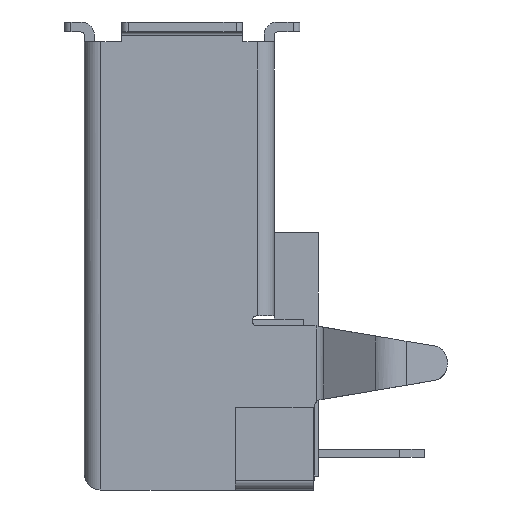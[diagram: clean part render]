
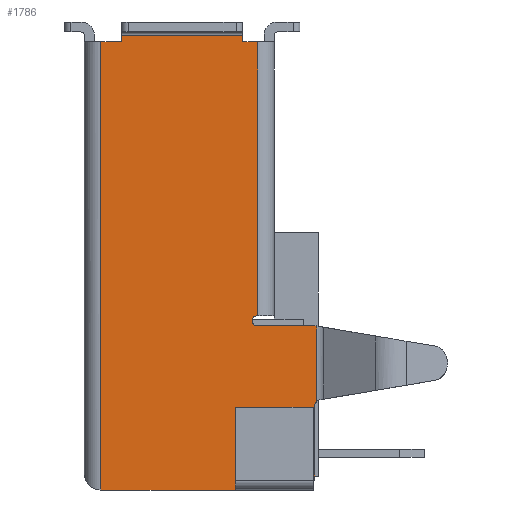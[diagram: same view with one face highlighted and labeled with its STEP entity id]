
A CAD part, left-side view. The second image highlights one B-rep face of the part: STEP entity #1786.
In plain terms, the highlighted planar face has unit normal (-1, 0, 0).
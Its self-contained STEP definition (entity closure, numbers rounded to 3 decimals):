
#1785 = EDGE_LOOP ( 'NONE', ( #1870, #1867, #1865, #1862, #1864, #1789, #1855, #1856, #1848, #1839, #1835, #1843, #1833, #1849, #1840, #1916, #1913, #1831, #1909 ) ) ;
#1786 = ADVANCED_FACE ( 'NONE', ( #5518 ), #5576, .T. ) ;
#1787 = EDGE_CURVE ( 'NONE', #1872, #1788, #5571, .T. ) ;
#1788 = VERTEX_POINT ( 'NONE', #5567 ) ;
#1789 = ORIENTED_EDGE ( 'NONE', *, *, #1790, .F. ) ;
#1790 = EDGE_CURVE ( 'NONE', #1791, #1788, #5566, .T. ) ;
#1791 = VERTEX_POINT ( 'NONE', #5561 ) ;
#1792 = VERTEX_POINT ( 'NONE', #5560 ) ;
#1828 = EDGE_CURVE ( 'NONE', #1912, #1917, #5671, .T. ) ;
#1829 = EDGE_CURVE ( 'NONE', #1917, #1911, #5663, .T. ) ;
#1830 = VERTEX_POINT ( 'NONE', #5659 ) ;
#1831 = ORIENTED_EDGE ( 'NONE', *, *, #1910, .T. ) ;
#1832 = VERTEX_POINT ( 'NONE', #5658 ) ;
#1833 = ORIENTED_EDGE ( 'NONE', *, *, #1845, .F. ) ;
#1834 = EDGE_CURVE ( 'NONE', #1836, #1853, #5657, .T. ) ;
#1835 = ORIENTED_EDGE ( 'NONE', *, *, #1834, .T. ) ;
#1836 = VERTEX_POINT ( 'NONE', #5653 ) ;
#1837 = EDGE_CURVE ( 'NONE', #1854, #1842, #5652, .T. ) ;
#1838 = EDGE_CURVE ( 'NONE', #1836, #1847, #5648, .T. ) ;
#1839 = ORIENTED_EDGE ( 'NONE', *, *, #1838, .F. ) ;
#1840 = ORIENTED_EDGE ( 'NONE', *, *, #1841, .T. ) ;
#1841 = EDGE_CURVE ( 'NONE', #1851, #1912, #5644, .T. ) ;
#1842 = VERTEX_POINT ( 'NONE', #5706 ) ;
#1843 = ORIENTED_EDGE ( 'NONE', *, *, #1844, .T. ) ;
#1844 = EDGE_CURVE ( 'NONE', #1853, #1832, #5705, .T. ) ;
#1845 = EDGE_CURVE ( 'NONE', #1846, #1832, #5701, .T. ) ;
#1846 = VERTEX_POINT ( 'NONE', #5697 ) ;
#1847 = VERTEX_POINT ( 'NONE', #5696 ) ;
#1848 = ORIENTED_EDGE ( 'NONE', *, *, #1852, .F. ) ;
#1849 = ORIENTED_EDGE ( 'NONE', *, *, #1850, .T. ) ;
#1850 = EDGE_CURVE ( 'NONE', #1846, #1851, #5695, .T. ) ;
#1851 = VERTEX_POINT ( 'NONE', #5691 ) ;
#1852 = EDGE_CURVE ( 'NONE', #1847, #1842, #5690, .T. ) ;
#1853 = VERTEX_POINT ( 'NONE', #5686 ) ;
#1854 = VERTEX_POINT ( 'NONE', #5685 ) ;
#1855 = ORIENTED_EDGE ( 'NONE', *, *, #1857, .F. ) ;
#1856 = ORIENTED_EDGE ( 'NONE', *, *, #1837, .T. ) ;
#1857 = EDGE_CURVE ( 'NONE', #1854, #1791, #5684, .T. ) ;
#1858 = EDGE_CURVE ( 'NONE', #1869, #1860, #5680, .T. ) ;
#1860 = VERTEX_POINT ( 'NONE', #5740 ) ;
#1861 = VERTEX_POINT ( 'NONE', #5739 ) ;
#1862 = ORIENTED_EDGE ( 'NONE', *, *, #1863, .T. ) ;
#1863 = EDGE_CURVE ( 'NONE', #1792, #1872, #5738, .T. ) ;
#1864 = ORIENTED_EDGE ( 'NONE', *, *, #1787, .T. ) ;
#1865 = ORIENTED_EDGE ( 'NONE', *, *, #1866, .T. ) ;
#1866 = EDGE_CURVE ( 'NONE', #1861, #1792, #5734, .T. ) ;
#1867 = ORIENTED_EDGE ( 'NONE', *, *, #1868, .T. ) ;
#1868 = EDGE_CURVE ( 'NONE', #1860, #1861, #5730, .T. ) ;
#1869 = VERTEX_POINT ( 'NONE', #5725 ) ;
#1870 = ORIENTED_EDGE ( 'NONE', *, *, #1858, .T. ) ;
#1872 = VERTEX_POINT ( 'NONE', #5720 ) ;
#1909 = ORIENTED_EDGE ( 'NONE', *, *, #1914, .T. ) ;
#1910 = EDGE_CURVE ( 'NONE', #1911, #1830, #5777, .T. ) ;
#1911 = VERTEX_POINT ( 'NONE', #5773 ) ;
#1912 = VERTEX_POINT ( 'NONE', #5772 ) ;
#1913 = ORIENTED_EDGE ( 'NONE', *, *, #1829, .T. ) ;
#1914 = EDGE_CURVE ( 'NONE', #1830, #1869, #5320, .T. ) ;
#1916 = ORIENTED_EDGE ( 'NONE', *, *, #1828, .T. ) ;
#1917 = VERTEX_POINT ( 'NONE', #5549 ) ;
#5318 = VECTOR ( 'NONE', #5550, 1000. ) ;
#5319 = CARTESIAN_POINT ( 'NONE',  ( -6.575, -1.18, -13.2 ) ) ;
#5320 = LINE ( 'NONE', #5319, #5318 ) ;
#5518 = FACE_OUTER_BOUND ( 'NONE', #1785, .T. ) ;
#5549 = CARTESIAN_POINT ( 'NONE',  ( -6.575, 1.17, -11. ) ) ;
#5550 = DIRECTION ( 'NONE',  ( 0., -1., 0. ) ) ;
#5560 = CARTESIAN_POINT ( 'NONE',  ( -6.575, -1.28, -8.559 ) ) ;
#5561 = CARTESIAN_POINT ( 'NONE',  ( -6.575, 0.51, -8.25 ) ) ;
#5562 = DIRECTION ( 'NONE',  ( 0., 0., 1. ) ) ;
#5563 = DIRECTION ( 'NONE',  ( -1., 0., 0. ) ) ;
#5564 = CARTESIAN_POINT ( 'NONE',  ( -6.575, 0.51, -8.4 ) ) ;
#5565 = AXIS2_PLACEMENT_3D ( 'NONE', #5564, #5563, #5562 ) ;
#5566 = CIRCLE ( 'NONE', #5565, 0.15 ) ;
#5567 = CARTESIAN_POINT ( 'NONE',  ( -6.575, 0.51, -8.55 ) ) ;
#5568 = DIRECTION ( 'NONE',  ( 0., 1., 0. ) ) ;
#5569 = VECTOR ( 'NONE', #5568, 1000. ) ;
#5570 = CARTESIAN_POINT ( 'NONE',  ( -6.575, -22.231, -8.55 ) ) ;
#5571 = LINE ( 'NONE', #5570, #5569 ) ;
#5572 = DIRECTION ( 'NONE',  ( 0., 0., 1. ) ) ;
#5573 = DIRECTION ( 'NONE',  ( -1., 0., 0. ) ) ;
#5574 = CARTESIAN_POINT ( 'NONE',  ( -6.575, 0., -13.5 ) ) ;
#5575 = AXIS2_PLACEMENT_3D ( 'NONE', #5574, #5573, #5572 ) ;
#5576 = PLANE ( 'NONE',  #5575 ) ;
#5643 = CARTESIAN_POINT ( 'NONE',  ( -6.575, 0., -13.5 ) ) ;
#5644 = LINE ( 'NONE', #5643, #5708 ) ;
#5645 = DIRECTION ( 'NONE',  ( 0., 0., -1. ) ) ;
#5646 = VECTOR ( 'NONE', #5645, 1000. ) ;
#5647 = CARTESIAN_POINT ( 'NONE',  ( -6.575, 0.945, 25.704 ) ) ;
#5648 = LINE ( 'NONE', #5647, #5646 ) ;
#5649 = DIRECTION ( 'NONE',  ( 0., 0., 1. ) ) ;
#5650 = VECTOR ( 'NONE', #5649, 1000. ) ;
#5651 = CARTESIAN_POINT ( 'NONE',  ( -6.575, 0.5, -13.5 ) ) ;
#5652 = LINE ( 'NONE', #5651, #5650 ) ;
#5653 = CARTESIAN_POINT ( 'NONE',  ( -6.575, 0.945, 0.2 ) ) ;
#5654 = DIRECTION ( 'NONE',  ( 0., 1., 0. ) ) ;
#5655 = VECTOR ( 'NONE', #5654, 1000. ) ;
#5656 = CARTESIAN_POINT ( 'NONE',  ( -6.575, 4.595, 0.2 ) ) ;
#5657 = LINE ( 'NONE', #5656, #5655 ) ;
#5658 = CARTESIAN_POINT ( 'NONE',  ( -6.575, 4.595, 0. ) ) ;
#5659 = CARTESIAN_POINT ( 'NONE',  ( -6.575, -1.18, -13.2 ) ) ;
#5660 = DIRECTION ( 'NONE',  ( 0., -1., 0. ) ) ;
#5661 = VECTOR ( 'NONE', #5660, 1000. ) ;
#5662 = CARTESIAN_POINT ( 'NONE',  ( -6.575, -1.18, -11. ) ) ;
#5663 = LINE ( 'NONE', #5662, #5661 ) ;
#5664 = DIRECTION ( 'NONE',  ( 0., 0., 1. ) ) ;
#5665 = VECTOR ( 'NONE', #5664, 1000. ) ;
#5666 = CARTESIAN_POINT ( 'NONE',  ( -6.575, 1.17, -13.5 ) ) ;
#5671 = LINE ( 'NONE', #5666, #5665 ) ;
#5677 = DIRECTION ( 'NONE',  ( 0., 0., 1. ) ) ;
#5678 = VECTOR ( 'NONE', #5677, 1000. ) ;
#5679 = CARTESIAN_POINT ( 'NONE',  ( -6.575, -1.23, -13.5 ) ) ;
#5680 = LINE ( 'NONE', #5679, #5678 ) ;
#5681 = DIRECTION ( 'NONE',  ( 0., 1., 0. ) ) ;
#5682 = VECTOR ( 'NONE', #5681, 1000. ) ;
#5683 = CARTESIAN_POINT ( 'NONE',  ( -6.575, 0., -8.25 ) ) ;
#5684 = LINE ( 'NONE', #5683, #5682 ) ;
#5685 = CARTESIAN_POINT ( 'NONE',  ( -6.575, 0.5, -8.25 ) ) ;
#5686 = CARTESIAN_POINT ( 'NONE',  ( -6.575, 4.595, 0.2 ) ) ;
#5687 = DIRECTION ( 'NONE',  ( 0., -1., 0. ) ) ;
#5688 = VECTOR ( 'NONE', #5687, 1000. ) ;
#5689 = CARTESIAN_POINT ( 'NONE',  ( -6.575, 0., 0. ) ) ;
#5690 = LINE ( 'NONE', #5689, #5688 ) ;
#5691 = CARTESIAN_POINT ( 'NONE',  ( -6.575, 5.22, -13.5 ) ) ;
#5692 = DIRECTION ( 'NONE',  ( 0., 0., -1. ) ) ;
#5693 = VECTOR ( 'NONE', #5692, 1000. ) ;
#5694 = CARTESIAN_POINT ( 'NONE',  ( -6.575, 5.22, -13.5 ) ) ;
#5695 = LINE ( 'NONE', #5694, #5693 ) ;
#5696 = CARTESIAN_POINT ( 'NONE',  ( -6.575, 0.945, 0. ) ) ;
#5697 = CARTESIAN_POINT ( 'NONE',  ( -6.575, 5.22, 0. ) ) ;
#5698 = DIRECTION ( 'NONE',  ( 0., -1., 0. ) ) ;
#5699 = VECTOR ( 'NONE', #5698, 1000. ) ;
#5700 = CARTESIAN_POINT ( 'NONE',  ( -6.575, 0., 0. ) ) ;
#5701 = LINE ( 'NONE', #5700, #5699 ) ;
#5702 = DIRECTION ( 'NONE',  ( 0., 0., -1. ) ) ;
#5703 = VECTOR ( 'NONE', #5702, 1000. ) ;
#5704 = CARTESIAN_POINT ( 'NONE',  ( -6.575, 4.595, 25.704 ) ) ;
#5705 = LINE ( 'NONE', #5704, #5703 ) ;
#5706 = CARTESIAN_POINT ( 'NONE',  ( -6.575, 0.5, 0. ) ) ;
#5707 = DIRECTION ( 'NONE',  ( 0., -1., 0. ) ) ;
#5708 = VECTOR ( 'NONE', #5707, 1000. ) ;
#5720 = CARTESIAN_POINT ( 'NONE',  ( -6.575, -1.23, -8.55 ) ) ;
#5725 = CARTESIAN_POINT ( 'NONE',  ( -6.575, -1.23, -13.2 ) ) ;
#5726 = DIRECTION ( 'NONE',  ( 0., 0., 1. ) ) ;
#5727 = DIRECTION ( 'NONE',  ( 1., 0., 0. ) ) ;
#5728 = CARTESIAN_POINT ( 'NONE',  ( -6.575, -1.396, -10.95 ) ) ;
#5729 = AXIS2_PLACEMENT_3D ( 'NONE', #5728, #5727, #5726 ) ;
#5730 = CIRCLE ( 'NONE', #5729, 0.166 ) ;
#5731 = DIRECTION ( 'NONE',  ( 0., 0., 1. ) ) ;
#5732 = VECTOR ( 'NONE', #5731, 1000. ) ;
#5733 = CARTESIAN_POINT ( 'NONE',  ( -6.575, -1.28, -10.95 ) ) ;
#5734 = LINE ( 'NONE', #5733, #5732 ) ;
#5735 = DIRECTION ( 'NONE',  ( 0., 0.986, 0.168 ) ) ;
#5736 = VECTOR ( 'NONE', #5735, 1000. ) ;
#5737 = CARTESIAN_POINT ( 'NONE',  ( -6.575, -0.853, -8.486 ) ) ;
#5738 = LINE ( 'NONE', #5737, #5736 ) ;
#5739 = CARTESIAN_POINT ( 'NONE',  ( -6.575, -1.28, -10.831 ) ) ;
#5740 = CARTESIAN_POINT ( 'NONE',  ( -6.575, -1.23, -10.95 ) ) ;
#5772 = CARTESIAN_POINT ( 'NONE',  ( -6.575, 1.17, -13.5 ) ) ;
#5773 = CARTESIAN_POINT ( 'NONE',  ( -6.575, -1.18, -11. ) ) ;
#5774 = DIRECTION ( 'NONE',  ( 0., 0., -1. ) ) ;
#5775 = VECTOR ( 'NONE', #5774, 1000. ) ;
#5776 = CARTESIAN_POINT ( 'NONE',  ( -6.575, -1.18, -13.5 ) ) ;
#5777 = LINE ( 'NONE', #5776, #5775 ) ;
